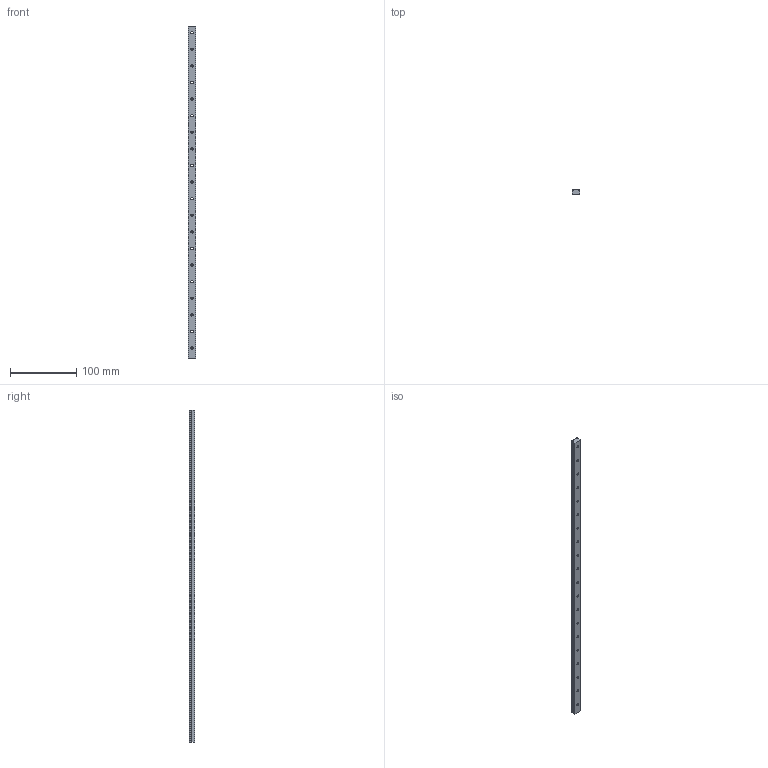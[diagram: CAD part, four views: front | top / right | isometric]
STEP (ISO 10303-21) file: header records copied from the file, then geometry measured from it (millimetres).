
FILE_DESCRIPTION(/* description */ (''),/* implementation_level */ '2;1');
FILE_NAME(/* name */ 'MGN12 Rail 500mm.step',/* time_stamp */ '2022-03-15T08:28:52-06:00',/* author */ (''),/* organization */ (''),/* preprocessor_version */ 'ST-DEVELOPER v18.1',/* originating_system */ 'Autodesk Translation Framework v10.13.0.1454',/* authorisation */ '');
FILE_SCHEMA (('AUTOMOTIVE_DESIGN { 1 0 10303 214 3 1 1 }'));
Length unit declared in the file: millimetre
Products named in the file (1): MGN12 Rail 500mm.f3d 
Bounding box: 12 x 7.94 x 500 mm (x, y, z)
Volume: 40930.8 mm3; surface area: 24067.6 mm2
Topology: 1 solids, 1 shells, 78 faces, 168 edges, 112 vertices
Faces by surface type: cylinder 48, plane 30
Full cylindrical faces by diameter (mm): 3.5 x20, 6 x20
Entity records: 2281 total; most frequent: DIRECTION 422, CARTESIAN_POINT 359, ORIENTED_EDGE 336, AXIS2_PLACEMENT_3D 175, EDGE_CURVE 168, EDGE_LOOP 138, VERTEX_POINT 112, CIRCLE 96
